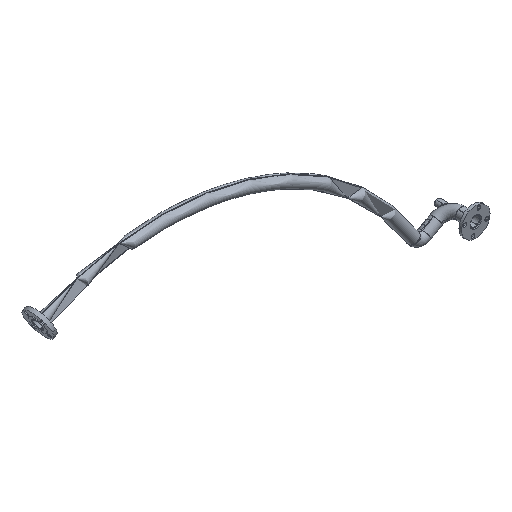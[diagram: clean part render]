
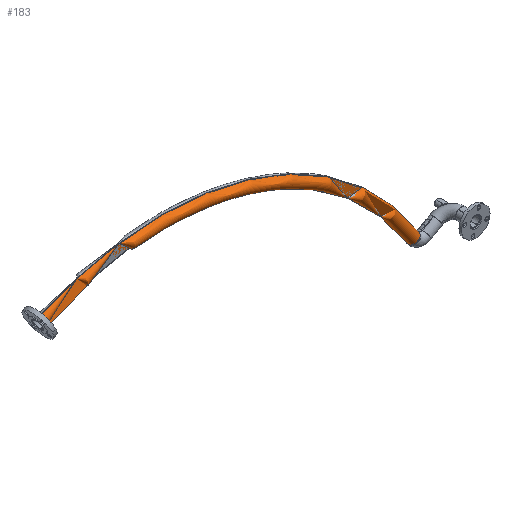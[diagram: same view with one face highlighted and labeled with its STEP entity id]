
A CAD part, isometric view. The second image highlights one B-rep face of the part: STEP entity #183.
In plain terms, the highlighted toroidal (fillet/blend) face has major radius 1250 mm and minor radius 24.15 mm.
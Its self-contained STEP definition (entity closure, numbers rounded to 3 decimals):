
#131 = VERTEX_POINT ( 'NONE', #2607 ) ;
#183 = ADVANCED_FACE ( 'NONE', ( #2390 ), #6846, .T. ) ;
#250 = CIRCLE ( 'NONE', #2873, 1274.15 ) ;
#357 = DIRECTION ( 'NONE',  ( 0.522, 0., -0.853 ) ) ;
#403 = AXIS2_PLACEMENT_3D ( 'NONE', #3815, #357, #1862 ) ;
#636 = VERTEX_POINT ( 'NONE', #2794 ) ;
#675 = CARTESIAN_POINT ( 'NONE',  ( 0., 0., 0. ) ) ;
#722 = DIRECTION ( 'NONE',  ( 0., -1., 0. ) ) ;
#958 = CARTESIAN_POINT ( 'NONE',  ( -528.273, 0., 1132.885 ) ) ;
#1568 = VERTEX_POINT ( 'NONE', #2391 ) ;
#1702 = VERTEX_POINT ( 'NONE', #4836 ) ;
#1862 = DIRECTION ( 'NONE',  ( -0.853, 0., -0.522 ) ) ;
#2007 = CIRCLE ( 'NONE', #403, 24.15 ) ;
#2186 = EDGE_CURVE ( 'NONE', #1568, #131, #6771, .T. ) ;
#2368 = CARTESIAN_POINT ( 'NONE',  ( 0., 0., 0. ) ) ;
#2390 = FACE_OUTER_BOUND ( 'NONE', #5501, .T. ) ;
#2391 = CARTESIAN_POINT ( 'NONE',  ( -518.067, 0., 1110.997 ) ) ;
#2607 = CARTESIAN_POINT ( 'NONE',  ( -538.479, 0., 1154.772 ) ) ;
#2794 = CARTESIAN_POINT ( 'NONE',  ( 1086.391, 0., 665.742 ) ) ;
#2853 = AXIS2_PLACEMENT_3D ( 'NONE', #958, #6413, #3737 ) ;
#2873 = AXIS2_PLACEMENT_3D ( 'NONE', #2368, #8765, #4503 ) ;
#2920 = AXIS2_PLACEMENT_3D ( 'NONE', #8644, #6560, #4480 ) ;
#3340 = EDGE_CURVE ( 'NONE', #1702, #1568, #4645, .T. ) ;
#3497 = DIRECTION ( 'NONE',  ( 0., 0., -1. ) ) ;
#3737 = DIRECTION ( 'NONE',  ( -0.423, 0., 0.906 ) ) ;
#3757 = ORIENTED_EDGE ( 'NONE', *, *, #5977, .T. ) ;
#3815 = CARTESIAN_POINT ( 'NONE',  ( 1065.8, 0., 653.123 ) ) ;
#4480 = DIRECTION ( 'NONE',  ( 0., 0., -1. ) ) ;
#4503 = DIRECTION ( 'NONE',  ( 0., 0., -1. ) ) ;
#4645 = CIRCLE ( 'NONE', #8682, 1225.85 ) ;
#4836 = CARTESIAN_POINT ( 'NONE',  ( 1045.209, 0., 640.505 ) ) ;
#5501 = EDGE_LOOP ( 'NONE', ( #8431, #3757, #7669, #7175 ) ) ;
#5977 = EDGE_CURVE ( 'NONE', #636, #131, #250, .T. ) ;
#6413 = DIRECTION ( 'NONE',  ( -0.906, 0., -0.423 ) ) ;
#6560 = DIRECTION ( 'NONE',  ( 0., -1., 0. ) ) ;
#6771 = CIRCLE ( 'NONE', #2853, 24.15 ) ;
#6846 = TOROIDAL_SURFACE ( 'NONE', #2920, 1250., 24.15 ) ;
#7175 = ORIENTED_EDGE ( 'NONE', *, *, #3340, .F. ) ;
#7581 = EDGE_CURVE ( 'NONE', #636, #1702, #2007, .T. ) ;
#7669 = ORIENTED_EDGE ( 'NONE', *, *, #2186, .F. ) ;
#8431 = ORIENTED_EDGE ( 'NONE', *, *, #7581, .F. ) ;
#8644 = CARTESIAN_POINT ( 'NONE',  ( 0., 0., 0. ) ) ;
#8682 = AXIS2_PLACEMENT_3D ( 'NONE', #675, #722, #3497 ) ;
#8765 = DIRECTION ( 'NONE',  ( 0., -1., 0. ) ) ;
